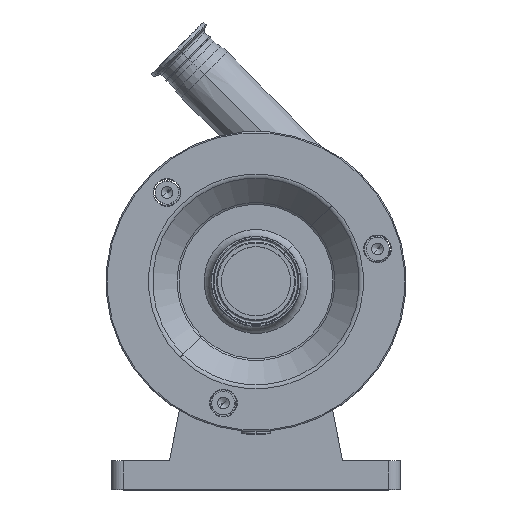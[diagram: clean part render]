
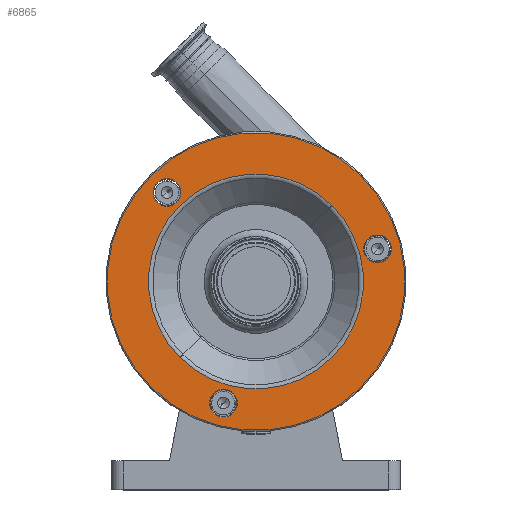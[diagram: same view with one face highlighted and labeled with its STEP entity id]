
A CAD part, top view. The second image highlights one B-rep face of the part: STEP entity #6865.
In plain terms, the highlighted planar face has unit normal (0, 0, 1).
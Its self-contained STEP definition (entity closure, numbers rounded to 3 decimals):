
#278 = PLANE ( 'NONE',  #10825 ) ;
#371 = FACE_OUTER_BOUND ( 'NONE', #6425, .T. ) ;
#607 = DIRECTION ( 'NONE',  ( -0.707, -0.707, 0. ) ) ;
#744 = DIRECTION ( 'NONE',  ( 0., 0., -1. ) ) ;
#749 = VERTEX_POINT ( 'NONE', #2136 ) ;
#805 = CARTESIAN_POINT ( 'NONE',  ( -91.217, 91.217, 219. ) ) ;
#920 = CIRCLE ( 'NONE', #16537, 12. ) ;
#1558 = AXIS2_PLACEMENT_3D ( 'NONE', #9374, #3062, #5909 ) ;
#1784 = CIRCLE ( 'NONE', #15710, 12. ) ;
#1903 = DIRECTION ( 'NONE',  ( 0., 0., -1. ) ) ;
#2136 = CARTESIAN_POINT ( 'NONE',  ( 65.811, 65.811, 219. ) ) ;
#2208 = CIRCLE ( 'NONE', #8717, 129. ) ;
#2450 = DIRECTION ( 'NONE',  ( -0.707, -0.707, 0. ) ) ;
#2506 = EDGE_CURVE ( 'NONE', #14929, #17266, #920, .T. ) ;
#2805 = EDGE_LOOP ( 'NONE', ( #11787, #8498 ) ) ;
#3062 = DIRECTION ( 'NONE',  ( 0., 0., -1. ) ) ;
#3512 = CIRCLE ( 'NONE', #1558, 129. ) ;
#4031 = ORIENTED_EDGE ( 'NONE', *, *, #16909, .F. ) ;
#4471 = CARTESIAN_POINT ( 'NONE',  ( 0., 0., 219. ) ) ;
#4906 = VERTEX_POINT ( 'NONE', #14134 ) ;
#5351 = CARTESIAN_POINT ( 'NONE',  ( -28.211, -105.286, 219. ) ) ;
#5382 = CARTESIAN_POINT ( 'NONE',  ( 113.771, 36.697, 219. ) ) ;
#5428 = CARTESIAN_POINT ( 'NONE',  ( -65.811, -65.811, 219. ) ) ;
#5735 = EDGE_LOOP ( 'NONE', ( #13178, #8625 ) ) ;
#5909 = DIRECTION ( 'NONE',  ( -0.707, -0.707, 0. ) ) ;
#6425 = EDGE_LOOP ( 'NONE', ( #8555, #4031 ) ) ;
#6639 = EDGE_CURVE ( 'NONE', #17735, #9883, #1784, .T. ) ;
#6865 = ADVANCED_FACE ( 'NONE', ( #8021, #15859, #14206, #371, #19010 ), #278, .F. ) ;
#7367 = CIRCLE ( 'NONE', #8995, 12. ) ;
#7526 = CIRCLE ( 'NONE', #18903, 12. ) ;
#7804 = CARTESIAN_POINT ( 'NONE',  ( -36.697, -113.771, 219. ) ) ;
#8021 = FACE_BOUND ( 'NONE', #5735, .T. ) ;
#8055 = AXIS2_PLACEMENT_3D ( 'NONE', #8980, #18540, #9284 ) ;
#8297 = DIRECTION ( 'NONE',  ( -0.707, -0.707, 0. ) ) ;
#8498 = ORIENTED_EDGE ( 'NONE', *, *, #14537, .T. ) ;
#8555 = ORIENTED_EDGE ( 'NONE', *, *, #15265, .F. ) ;
#8625 = ORIENTED_EDGE ( 'NONE', *, *, #19843, .T. ) ;
#8717 = AXIS2_PLACEMENT_3D ( 'NONE', #17401, #15866, #9757 ) ;
#8980 = CARTESIAN_POINT ( 'NONE',  ( -28.211, -105.286, 219. ) ) ;
#8995 = AXIS2_PLACEMENT_3D ( 'NONE', #14717, #17896, #13184 ) ;
#9284 = DIRECTION ( 'NONE',  ( -0.707, -0.707, 0. ) ) ;
#9374 = CARTESIAN_POINT ( 'NONE',  ( 0., 0., 219. ) ) ;
#9376 = CIRCLE ( 'NONE', #18808, 93.071 ) ;
#9757 = DIRECTION ( 'NONE',  ( -0.707, -0.707, 0. ) ) ;
#9817 = CARTESIAN_POINT ( 'NONE',  ( 105.286, 28.211, 219. ) ) ;
#9883 = VERTEX_POINT ( 'NONE', #20095 ) ;
#9890 = AXIS2_PLACEMENT_3D ( 'NONE', #9817, #744, #8297 ) ;
#9952 = EDGE_LOOP ( 'NONE', ( #16629, #10678 ) ) ;
#10356 = EDGE_CURVE ( 'NONE', #17266, #14929, #14223, .T. ) ;
#10399 = DIRECTION ( 'NONE',  ( 0., 0., -1. ) ) ;
#10678 = ORIENTED_EDGE ( 'NONE', *, *, #11493, .T. ) ;
#10696 = AXIS2_PLACEMENT_3D ( 'NONE', #4471, #10399, #13828 ) ;
#10825 = AXIS2_PLACEMENT_3D ( 'NONE', #805, #19839, #2450 ) ;
#10849 = DIRECTION ( 'NONE',  ( 0., 0., -1. ) ) ;
#10955 = CARTESIAN_POINT ( 'NONE',  ( 0., 0., 219. ) ) ;
#11493 = EDGE_CURVE ( 'NONE', #749, #13172, #16899, .T. ) ;
#11787 = ORIENTED_EDGE ( 'NONE', *, *, #6639, .T. ) ;
#11974 = EDGE_CURVE ( 'NONE', #13172, #749, #9376, .T. ) ;
#12333 = CARTESIAN_POINT ( 'NONE',  ( -91.217, -91.217, 219. ) ) ;
#12424 = ORIENTED_EDGE ( 'NONE', *, *, #2506, .T. ) ;
#12628 = CARTESIAN_POINT ( 'NONE',  ( -68.589, 85.56, 219. ) ) ;
#13110 = CARTESIAN_POINT ( 'NONE',  ( -77.075, 77.075, 219. ) ) ;
#13172 = VERTEX_POINT ( 'NONE', #5428 ) ;
#13178 = ORIENTED_EDGE ( 'NONE', *, *, #15933, .T. ) ;
#13184 = DIRECTION ( 'NONE',  ( -0.707, -0.707, 0. ) ) ;
#13728 = CARTESIAN_POINT ( 'NONE',  ( -77.075, 77.075, 219. ) ) ;
#13828 = DIRECTION ( 'NONE',  ( -0.707, -0.707, 0. ) ) ;
#14134 = CARTESIAN_POINT ( 'NONE',  ( 91.217, 91.217, 219. ) ) ;
#14206 = FACE_BOUND ( 'NONE', #2805, .T. ) ;
#14223 = CIRCLE ( 'NONE', #8055, 12. ) ;
#14305 = DIRECTION ( 'NONE',  ( -0.707, -0.707, 0. ) ) ;
#14537 = EDGE_CURVE ( 'NONE', #9883, #17735, #7526, .T. ) ;
#14717 = CARTESIAN_POINT ( 'NONE',  ( 105.286, 28.211, 219. ) ) ;
#14929 = VERTEX_POINT ( 'NONE', #16262 ) ;
#15265 = EDGE_CURVE ( 'NONE', #17535, #4906, #3512, .T. ) ;
#15710 = AXIS2_PLACEMENT_3D ( 'NONE', #13110, #17627, #607 ) ;
#15859 = FACE_BOUND ( 'NONE', #19248, .T. ) ;
#15866 = DIRECTION ( 'NONE',  ( 0., 0., -1. ) ) ;
#15933 = EDGE_CURVE ( 'NONE', #19356, #17513, #7367, .T. ) ;
#16148 = DIRECTION ( 'NONE',  ( -0.707, -0.707, 0. ) ) ;
#16262 = CARTESIAN_POINT ( 'NONE',  ( -19.726, -96.801, 219. ) ) ;
#16537 = AXIS2_PLACEMENT_3D ( 'NONE', #5351, #1903, #16148 ) ;
#16629 = ORIENTED_EDGE ( 'NONE', *, *, #11974, .T. ) ;
#16809 = DIRECTION ( 'NONE',  ( 0., 0., -1. ) ) ;
#16843 = CARTESIAN_POINT ( 'NONE',  ( 96.801, 19.726, 219. ) ) ;
#16899 = CIRCLE ( 'NONE', #10696, 93.071 ) ;
#16909 = EDGE_CURVE ( 'NONE', #4906, #17535, #2208, .T. ) ;
#17266 = VERTEX_POINT ( 'NONE', #7804 ) ;
#17334 = ORIENTED_EDGE ( 'NONE', *, *, #10356, .T. ) ;
#17401 = CARTESIAN_POINT ( 'NONE',  ( 0., 0., 219. ) ) ;
#17513 = VERTEX_POINT ( 'NONE', #16843 ) ;
#17535 = VERTEX_POINT ( 'NONE', #12333 ) ;
#17627 = DIRECTION ( 'NONE',  ( 0., 0., -1. ) ) ;
#17735 = VERTEX_POINT ( 'NONE', #12628 ) ;
#17896 = DIRECTION ( 'NONE',  ( 0., 0., -1. ) ) ;
#18329 = DIRECTION ( 'NONE',  ( -0.707, -0.707, 0. ) ) ;
#18540 = DIRECTION ( 'NONE',  ( 0., 0., -1. ) ) ;
#18808 = AXIS2_PLACEMENT_3D ( 'NONE', #10955, #10849, #14305 ) ;
#18903 = AXIS2_PLACEMENT_3D ( 'NONE', #13728, #16809, #18329 ) ;
#19010 = FACE_BOUND ( 'NONE', #9952, .T. ) ;
#19248 = EDGE_LOOP ( 'NONE', ( #12424, #17334 ) ) ;
#19356 = VERTEX_POINT ( 'NONE', #5382 ) ;
#19633 = CIRCLE ( 'NONE', #9890, 12. ) ;
#19839 = DIRECTION ( 'NONE',  ( 0., 0., -1. ) ) ;
#19843 = EDGE_CURVE ( 'NONE', #17513, #19356, #19633, .T. ) ;
#20095 = CARTESIAN_POINT ( 'NONE',  ( -85.56, 68.589, 219. ) ) ;
